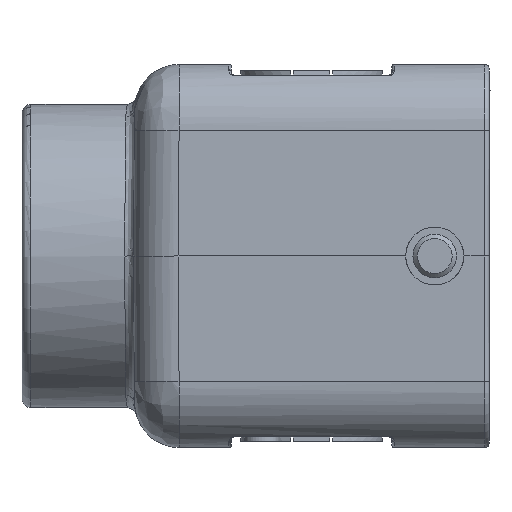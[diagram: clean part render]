
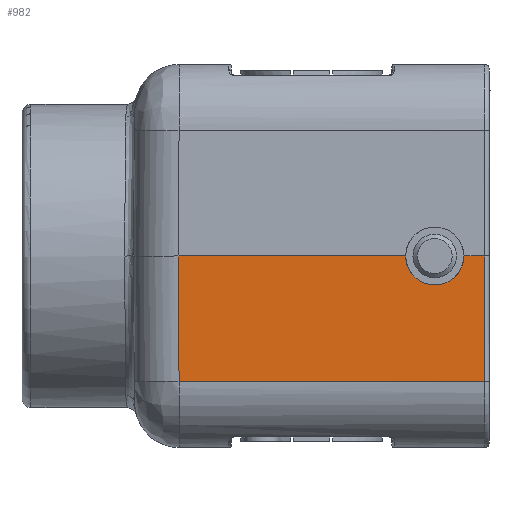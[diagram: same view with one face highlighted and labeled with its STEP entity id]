
A CAD part, left-side view. The second image highlights one B-rep face of the part: STEP entity #982.
In plain terms, the highlighted planar face has unit normal (-1, 0, -0.009).
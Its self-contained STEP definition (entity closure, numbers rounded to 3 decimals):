
#346=ELLIPSE('',#7604,3.25,3.25);
#598=PLANE('',#7605);
#982=ADVANCED_FACE('',(#1434),#598,.T.);
#1434=FACE_OUTER_BOUND('',#1907,.T.);
#1907=EDGE_LOOP('',(#3809,#3810,#3811,#3812,#3813,#3814));
#3809=ORIENTED_EDGE('',*,*,#5585,.T.);
#3810=ORIENTED_EDGE('',*,*,#5586,.F.);
#3811=ORIENTED_EDGE('',*,*,#5250,.F.);
#3812=ORIENTED_EDGE('',*,*,#5579,.T.);
#3813=ORIENTED_EDGE('',*,*,#5584,.T.);
#3814=ORIENTED_EDGE('',*,*,#5587,.F.);
#4448=VERTEX_POINT('',#10955);
#4453=VERTEX_POINT('',#10966);
#4659=VERTEX_POINT('',#12746);
#4662=VERTEX_POINT('',#12756);
#4663=VERTEX_POINT('',#12760);
#4664=VERTEX_POINT('',#12761);
#5250=EDGE_CURVE('',#4453,#4448,#6142,.T.);
#5579=EDGE_CURVE('',#4453,#4659,#6312,.T.);
#5584=EDGE_CURVE('',#4659,#4662,#6314,.T.);
#5585=EDGE_CURVE('',#4663,#4664,#346,.T.);
#5586=EDGE_CURVE('',#4448,#4664,#6315,.T.);
#5587=EDGE_CURVE('',#4663,#4662,#6316,.T.);
#6142=LINE('',#10989,#6825);
#6312=LINE('',#12747,#6995);
#6314=LINE('',#12757,#6997);
#6315=LINE('',#12762,#6998);
#6316=LINE('',#12763,#6999);
#6825=VECTOR('',#8717,1.);
#6995=VECTOR('',#9457,1.);
#6997=VECTOR('',#9469,1.);
#6998=VECTOR('',#9474,1.);
#6999=VECTOR('',#9475,1.);
#7604=AXIS2_PLACEMENT_3D('',#12759,#9472,#9473);
#7605=AXIS2_PLACEMENT_3D('',#12764,#9476,#9477);
#8717=DIRECTION('',(-0.009,0.009,1.));
#9457=DIRECTION('',(0.,-1.,0.));
#9469=DIRECTION('',(-0.009,0.,1.));
#9472=DIRECTION('',(1.,0.,0.009));
#9473=DIRECTION('',(-0.009,0.,1.));
#9474=DIRECTION('',(0.,-1.,0.));
#9475=DIRECTION('',(0.,-1.,0.));
#9476=DIRECTION('',(-1.,0.,-0.009));
#9477=DIRECTION('',(0.,-1.,0.));
#10955=CARTESIAN_POINT('',(-30.,35.,0.));
#10966=CARTESIAN_POINT('',(-29.877,34.877,-14.065));
#10989=CARTESIAN_POINT('',(-30.,35.001,0.044));
#12746=CARTESIAN_POINT('',(-29.877,0.6,-14.065));
#12747=CARTESIAN_POINT('',(-29.877,0.,-14.065));
#12756=CARTESIAN_POINT('',(-30.,0.6,0.));
#12757=CARTESIAN_POINT('',(-30.,0.6,0.));
#12759=CARTESIAN_POINT('',(-30.,6.2,0.));
#12760=CARTESIAN_POINT('',(-30.,2.95,0.));
#12761=CARTESIAN_POINT('',(-30.,9.45,0.));
#12762=CARTESIAN_POINT('',(-30.,35.,0.));
#12763=CARTESIAN_POINT('',(-30.,2.95,0.));
#12764=CARTESIAN_POINT('',(-30.,40.,0.));
